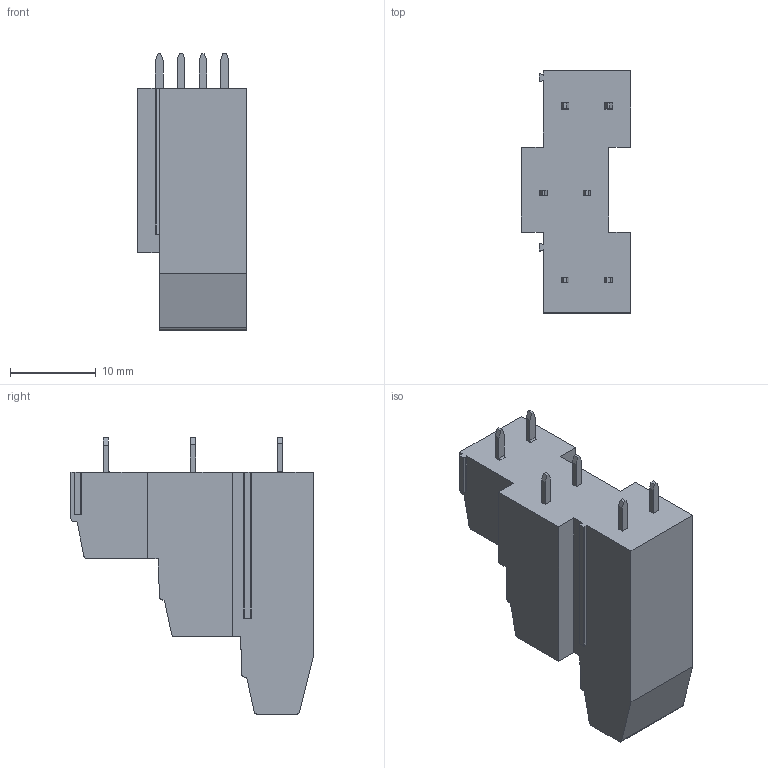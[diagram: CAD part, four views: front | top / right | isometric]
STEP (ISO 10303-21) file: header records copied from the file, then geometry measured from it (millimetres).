
FILE_DESCRIPTION((''),'2;1');
FILE_NAME('6','2020-06-23T',('Administrator'),(''),'PRO/ENGINEER BY PARAMETRIC TECHNOLOGY CORPORATION, 2012360','PRO/ENGINEER BY PARAMETRIC TECHNOLOGY CORPORATION, 2012360','');
FILE_SCHEMA(('CONFIG_CONTROL_DESIGN'));
Length unit declared in the file: millimetre
Products named in the file (1): 6
Bounding box: 12.7 x 28.2 x 32.2 mm (x, y, z)
Volume: 5014.4 mm3; surface area: 2466.5 mm2
Topology: 1 solids, 1 shells, 152 faces, 464 edges, 328 vertices
Faces by surface type: plane 121, cylinder 31
Entity records: 5296 total; most frequent: CARTESIAN_POINT 944, ORIENTED_EDGE 928, DIRECTION 870, EDGE_CURVE 464, VECTOR 362, LINE 362, VERTEX_POINT 328, AXIS2_PLACEMENT_3D 254
